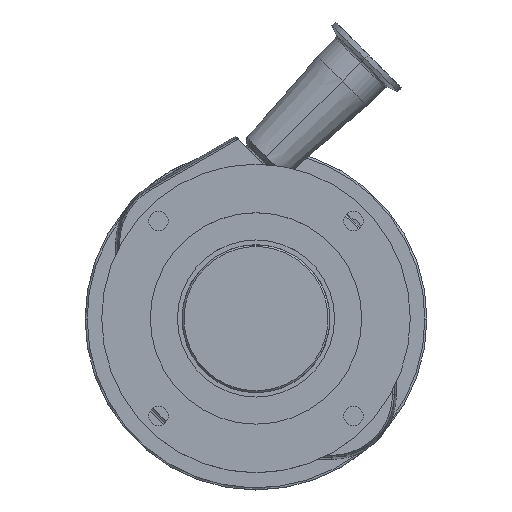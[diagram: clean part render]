
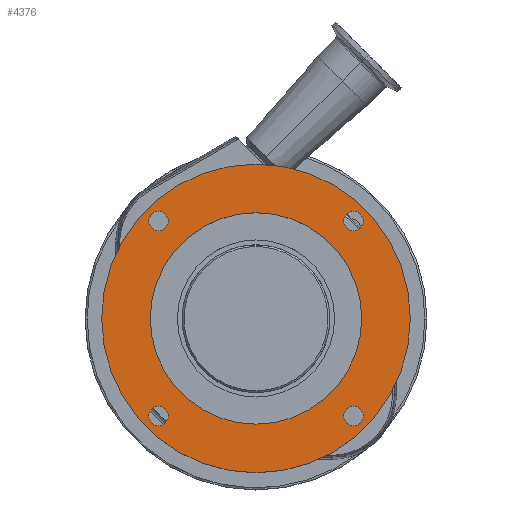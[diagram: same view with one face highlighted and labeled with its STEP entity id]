
A CAD part, top view. The second image highlights one B-rep face of the part: STEP entity #4376.
In plain terms, the highlighted planar face has unit normal (0, 0, 1).
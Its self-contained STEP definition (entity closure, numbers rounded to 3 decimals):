
#21 = DIRECTION ( 'NONE',  ( 0., 0., 1. ) ) ;
#250 = DIRECTION ( 'NONE',  ( 0., 0., 1. ) ) ;
#293 = VERTEX_POINT ( 'NONE', #2227 ) ;
#529 = FACE_OUTER_BOUND ( 'NONE', #5242, .T. ) ;
#625 = ORIENTED_EDGE ( 'NONE', *, *, #7680, .F. ) ;
#1144 = CARTESIAN_POINT ( 'NONE',  ( -52.759, -52.759, -5.5 ) ) ;
#1148 = EDGE_LOOP ( 'NONE', ( #625, #2381 ) ) ;
#1180 = AXIS2_PLACEMENT_3D ( 'NONE', #6751, #6667, #1420 ) ;
#1193 = ORIENTED_EDGE ( 'NONE', *, *, #3397, .F. ) ;
#1380 = CARTESIAN_POINT ( 'NONE',  ( -52.759, 52.759, -5.5 ) ) ;
#1403 = AXIS2_PLACEMENT_3D ( 'NONE', #1144, #3519, #5867 ) ;
#1420 = DIRECTION ( 'NONE',  ( 1., 0., 0. ) ) ;
#1525 = CARTESIAN_POINT ( 'NONE',  ( -47.509, 52.759, -5.5 ) ) ;
#1651 = EDGE_CURVE ( 'NONE', #4959, #5822, #2757, .T. ) ;
#1656 = VERTEX_POINT ( 'NONE', #7617 ) ;
#1803 = CARTESIAN_POINT ( 'NONE',  ( 0., 0., -5.5 ) ) ;
#1851 = CARTESIAN_POINT ( 'NONE',  ( -52.759, 52.759, -5.5 ) ) ;
#1904 = VERTEX_POINT ( 'NONE', #3898 ) ;
#2168 = DIRECTION ( 'NONE',  ( 0., 0., 1. ) ) ;
#2186 = CARTESIAN_POINT ( 'NONE',  ( 52.759, 52.759, -5.5 ) ) ;
#2227 = CARTESIAN_POINT ( 'NONE',  ( -57.2, 0., -5.5 ) ) ;
#2299 = DIRECTION ( 'NONE',  ( 0., 0., 1. ) ) ;
#2378 = CARTESIAN_POINT ( 'NONE',  ( 57.2, 0., -5.5 ) ) ;
#2381 = ORIENTED_EDGE ( 'NONE', *, *, #1651, .F. ) ;
#2393 = DIRECTION ( 'NONE',  ( 1., 0., 0. ) ) ;
#2395 = CARTESIAN_POINT ( 'NONE',  ( 58.009, 52.759, -5.5 ) ) ;
#2520 = DIRECTION ( 'NONE',  ( 1., 0., 0. ) ) ;
#2539 = VERTEX_POINT ( 'NONE', #5991 ) ;
#2574 = VERTEX_POINT ( 'NONE', #2378 ) ;
#2646 = EDGE_CURVE ( 'NONE', #4285, #2862, #7103, .T. ) ;
#2657 = CIRCLE ( 'NONE', #6996, 5.25 ) ;
#2679 = CIRCLE ( 'NONE', #7023, 57.2 ) ;
#2688 = ORIENTED_EDGE ( 'NONE', *, *, #7637, .F. ) ;
#2711 = DIRECTION ( 'NONE',  ( 1., 0., 0. ) ) ;
#2757 = CIRCLE ( 'NONE', #7087, 5.25 ) ;
#2801 = AXIS2_PLACEMENT_3D ( 'NONE', #7277, #6590, #3069 ) ;
#2820 = ORIENTED_EDGE ( 'NONE', *, *, #4676, .F. ) ;
#2849 = DIRECTION ( 'NONE',  ( 1., 0., 0. ) ) ;
#2862 = VERTEX_POINT ( 'NONE', #7500 ) ;
#2870 = AXIS2_PLACEMENT_3D ( 'NONE', #1851, #250, #6625 ) ;
#2908 = FACE_BOUND ( 'NONE', #3959, .T. ) ;
#2939 = CIRCLE ( 'NONE', #3062, 83.5 ) ;
#2951 = FACE_BOUND ( 'NONE', #1148, .T. ) ;
#2956 = EDGE_CURVE ( 'NONE', #1904, #2539, #2657, .T. ) ;
#3062 = AXIS2_PLACEMENT_3D ( 'NONE', #3648, #7188, #2393 ) ;
#3066 = FACE_BOUND ( 'NONE', #4956, .T. ) ;
#3069 = DIRECTION ( 'NONE',  ( 1., 0., 0. ) ) ;
#3187 = CIRCLE ( 'NONE', #2801, 5.25 ) ;
#3217 = AXIS2_PLACEMENT_3D ( 'NONE', #5027, #2168, #2711 ) ;
#3397 = EDGE_CURVE ( 'NONE', #6097, #1656, #5707, .T. ) ;
#3471 = EDGE_CURVE ( 'NONE', #2862, #4285, #5578, .T. ) ;
#3498 = ORIENTED_EDGE ( 'NONE', *, *, #2956, .F. ) ;
#3519 = DIRECTION ( 'NONE',  ( 0., 0., 1. ) ) ;
#3648 = CARTESIAN_POINT ( 'NONE',  ( 0., 0., -5.5 ) ) ;
#3717 = DIRECTION ( 'NONE',  ( 1., 0., 0. ) ) ;
#3745 = VERTEX_POINT ( 'NONE', #4858 ) ;
#3764 = DIRECTION ( 'NONE',  ( 0., 0., 1. ) ) ;
#3777 = EDGE_LOOP ( 'NONE', ( #6322, #5723 ) ) ;
#3898 = CARTESIAN_POINT ( 'NONE',  ( 47.509, -52.759, -5.5 ) ) ;
#3959 = EDGE_LOOP ( 'NONE', ( #4434, #2820 ) ) ;
#4032 = ORIENTED_EDGE ( 'NONE', *, *, #5955, .T. ) ;
#4064 = FACE_BOUND ( 'NONE', #5353, .T. ) ;
#4285 = VERTEX_POINT ( 'NONE', #5360 ) ;
#4376 = ADVANCED_FACE ( 'NONE', ( #4064, #5851, #3066, #2951, #529, #2908 ), #5246, .T. ) ;
#4434 = ORIENTED_EDGE ( 'NONE', *, *, #6212, .F. ) ;
#4597 = AXIS2_PLACEMENT_3D ( 'NONE', #6126, #3764, #6661 ) ;
#4629 = CARTESIAN_POINT ( 'NONE',  ( 0., 0., -5.5 ) ) ;
#4676 = EDGE_CURVE ( 'NONE', #293, #2574, #5670, .T. ) ;
#4754 = DIRECTION ( 'NONE',  ( 1., 0., 0. ) ) ;
#4858 = CARTESIAN_POINT ( 'NONE',  ( 83.5, 0., -5.5 ) ) ;
#4895 = CARTESIAN_POINT ( 'NONE',  ( 0., 0., -5.5 ) ) ;
#4956 = EDGE_LOOP ( 'NONE', ( #2688, #3498 ) ) ;
#4959 = VERTEX_POINT ( 'NONE', #6079 ) ;
#4991 = CARTESIAN_POINT ( 'NONE',  ( -83.5, 0., -5.5 ) ) ;
#5014 = CIRCLE ( 'NONE', #5245, 83.5 ) ;
#5027 = CARTESIAN_POINT ( 'NONE',  ( 0., 0., -5.5 ) ) ;
#5077 = ORIENTED_EDGE ( 'NONE', *, *, #6691, .F. ) ;
#5152 = DIRECTION ( 'NONE',  ( 1., 0., 0. ) ) ;
#5226 = DIRECTION ( 'NONE',  ( 0., 0., 1. ) ) ;
#5242 = EDGE_LOOP ( 'NONE', ( #5801, #4032 ) ) ;
#5245 = AXIS2_PLACEMENT_3D ( 'NONE', #4895, #7261, #3717 ) ;
#5246 = PLANE ( 'NONE',  #6655 ) ;
#5353 = EDGE_LOOP ( 'NONE', ( #1193, #5077 ) ) ;
#5360 = CARTESIAN_POINT ( 'NONE',  ( -47.509, -52.759, -5.5 ) ) ;
#5578 = CIRCLE ( 'NONE', #4597, 5.25 ) ;
#5664 = EDGE_CURVE ( 'NONE', #3745, #7696, #5014, .T. ) ;
#5670 = CIRCLE ( 'NONE', #3217, 57.2 ) ;
#5707 = CIRCLE ( 'NONE', #2870, 5.25 ) ;
#5723 = ORIENTED_EDGE ( 'NONE', *, *, #3471, .F. ) ;
#5764 = CIRCLE ( 'NONE', #1180, 5.25 ) ;
#5793 = DIRECTION ( 'NONE',  ( 1., 0., 0. ) ) ;
#5801 = ORIENTED_EDGE ( 'NONE', *, *, #5664, .T. ) ;
#5822 = VERTEX_POINT ( 'NONE', #2395 ) ;
#5851 = FACE_BOUND ( 'NONE', #3777, .T. ) ;
#5867 = DIRECTION ( 'NONE',  ( 1., 0., 0. ) ) ;
#5955 = EDGE_CURVE ( 'NONE', #7696, #3745, #2939, .T. ) ;
#5991 = CARTESIAN_POINT ( 'NONE',  ( 58.009, -52.759, -5.5 ) ) ;
#6079 = CARTESIAN_POINT ( 'NONE',  ( 47.509, 52.759, -5.5 ) ) ;
#6097 = VERTEX_POINT ( 'NONE', #1525 ) ;
#6126 = CARTESIAN_POINT ( 'NONE',  ( -52.759, -52.759, -5.5 ) ) ;
#6212 = EDGE_CURVE ( 'NONE', #2574, #293, #2679, .T. ) ;
#6322 = ORIENTED_EDGE ( 'NONE', *, *, #2646, .F. ) ;
#6366 = AXIS2_PLACEMENT_3D ( 'NONE', #1380, #6554, #2520 ) ;
#6551 = CARTESIAN_POINT ( 'NONE',  ( 52.759, -52.759, -5.5 ) ) ;
#6554 = DIRECTION ( 'NONE',  ( 0., 0., 1. ) ) ;
#6590 = DIRECTION ( 'NONE',  ( 0., 0., 1. ) ) ;
#6625 = DIRECTION ( 'NONE',  ( 1., 0., 0. ) ) ;
#6655 = AXIS2_PLACEMENT_3D ( 'NONE', #1803, #7603, #4754 ) ;
#6661 = DIRECTION ( 'NONE',  ( 1., 0., 0. ) ) ;
#6667 = DIRECTION ( 'NONE',  ( 0., 0., 1. ) ) ;
#6691 = EDGE_CURVE ( 'NONE', #1656, #6097, #6872, .T. ) ;
#6751 = CARTESIAN_POINT ( 'NONE',  ( 52.759, 52.759, -5.5 ) ) ;
#6872 = CIRCLE ( 'NONE', #6366, 5.25 ) ;
#6996 = AXIS2_PLACEMENT_3D ( 'NONE', #6551, #21, #5152 ) ;
#7023 = AXIS2_PLACEMENT_3D ( 'NONE', #4629, #2299, #5793 ) ;
#7087 = AXIS2_PLACEMENT_3D ( 'NONE', #2186, #5226, #2849 ) ;
#7103 = CIRCLE ( 'NONE', #1403, 5.25 ) ;
#7188 = DIRECTION ( 'NONE',  ( 0., 0., 1. ) ) ;
#7261 = DIRECTION ( 'NONE',  ( 0., 0., 1. ) ) ;
#7277 = CARTESIAN_POINT ( 'NONE',  ( 52.759, -52.759, -5.5 ) ) ;
#7500 = CARTESIAN_POINT ( 'NONE',  ( -58.009, -52.759, -5.5 ) ) ;
#7603 = DIRECTION ( 'NONE',  ( 0., 0., 1. ) ) ;
#7617 = CARTESIAN_POINT ( 'NONE',  ( -58.009, 52.759, -5.5 ) ) ;
#7637 = EDGE_CURVE ( 'NONE', #2539, #1904, #3187, .T. ) ;
#7680 = EDGE_CURVE ( 'NONE', #5822, #4959, #5764, .T. ) ;
#7696 = VERTEX_POINT ( 'NONE', #4991 ) ;
